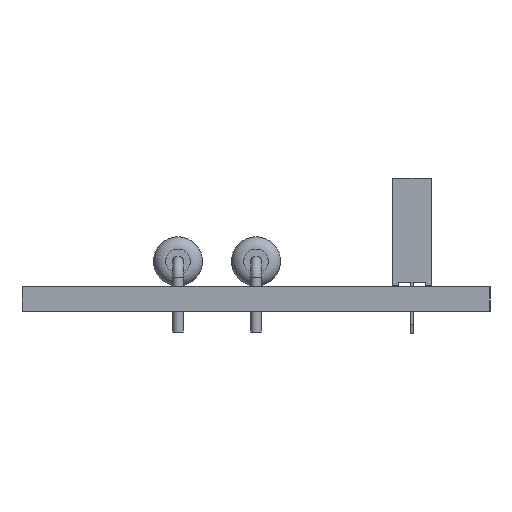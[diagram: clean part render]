
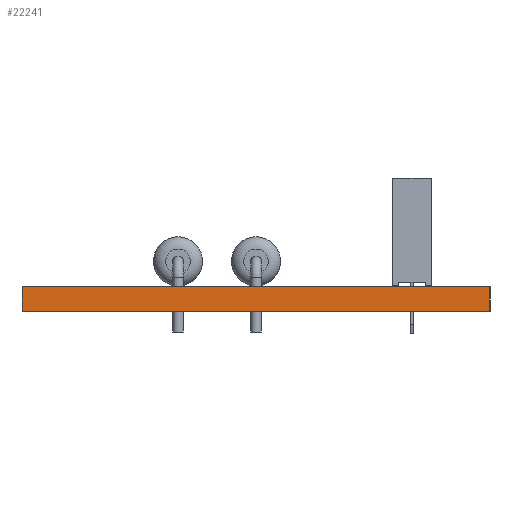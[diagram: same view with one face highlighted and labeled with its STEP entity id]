
A CAD part, left-side view. The second image highlights one B-rep face of the part: STEP entity #22241.
In plain terms, the highlighted planar face has unit normal (-1, 0, 0).
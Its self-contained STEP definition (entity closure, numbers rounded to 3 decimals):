
#22125 = EDGE_CURVE('',#22126,#22128,#22130,.T.);
#22126 = VERTEX_POINT('',#22127);
#22127 = CARTESIAN_POINT('',(83.82,-73.66,0.));
#22128 = VERTEX_POINT('',#22129);
#22129 = CARTESIAN_POINT('',(83.82,-73.66,1.6));
#22130 = SURFACE_CURVE('',#22131,(#22135,#22147),.PCURVE_S1.);
#22131 = LINE('',#22132,#22133);
#22132 = CARTESIAN_POINT('',(83.82,-73.66,0.));
#22133 = VECTOR('',#22134,1.);
#22134 = DIRECTION('',(0.,0.,1.));
#22135 = PCURVE('',#22136,#22141);
#22136 = PLANE('',#22137);
#22137 = AXIS2_PLACEMENT_3D('',#22138,#22139,#22140);
#22138 = CARTESIAN_POINT('',(83.82,-73.66,0.));
#22139 = DIRECTION('',(0.,1.,0.));
#22140 = DIRECTION('',(1.,0.,0.));
#22141 = DEFINITIONAL_REPRESENTATION('',(#22142),#22146);
#22142 = LINE('',#22143,#22144);
#22143 = CARTESIAN_POINT('',(0.,0.));
#22144 = VECTOR('',#22145,1.);
#22145 = DIRECTION('',(0.,-1.));
#22146 = ( GEOMETRIC_REPRESENTATION_CONTEXT(2) 
PARAMETRIC_REPRESENTATION_CONTEXT() REPRESENTATION_CONTEXT('2D SPACE',''
  ) );
#22147 = PCURVE('',#22148,#22153);
#22148 = PLANE('',#22149);
#22149 = AXIS2_PLACEMENT_3D('',#22150,#22151,#22152);
#22150 = CARTESIAN_POINT('',(83.82,-104.14,0.));
#22151 = DIRECTION('',(-1.,0.,0.));
#22152 = DIRECTION('',(0.,1.,0.));
#22153 = DEFINITIONAL_REPRESENTATION('',(#22154),#22158);
#22154 = LINE('',#22155,#22156);
#22155 = CARTESIAN_POINT('',(30.48,0.));
#22156 = VECTOR('',#22157,1.);
#22157 = DIRECTION('',(0.,-1.));
#22158 = ( GEOMETRIC_REPRESENTATION_CONTEXT(2) 
PARAMETRIC_REPRESENTATION_CONTEXT() REPRESENTATION_CONTEXT('2D SPACE',''
  ) );
#22176 = PLANE('',#22177);
#22177 = AXIS2_PLACEMENT_3D('',#22178,#22179,#22180);
#22178 = CARTESIAN_POINT('',(110.49,-88.9,1.6));
#22179 = DIRECTION('',(-0.,-0.,-1.));
#22180 = DIRECTION('',(-1.,0.,0.));
#22230 = PLANE('',#22231);
#22231 = AXIS2_PLACEMENT_3D('',#22232,#22233,#22234);
#22232 = CARTESIAN_POINT('',(110.49,-88.9,0.));
#22233 = DIRECTION('',(-0.,-0.,-1.));
#22234 = DIRECTION('',(-1.,0.,0.));
#22241 = ADVANCED_FACE('',(#22242),#22148,.T.);
#22242 = FACE_BOUND('',#22243,.T.);
#22243 = EDGE_LOOP('',(#22244,#22274,#22295,#22296));
#22244 = ORIENTED_EDGE('',*,*,#22245,.T.);
#22245 = EDGE_CURVE('',#22246,#22248,#22250,.T.);
#22246 = VERTEX_POINT('',#22247);
#22247 = CARTESIAN_POINT('',(83.82,-104.14,0.));
#22248 = VERTEX_POINT('',#22249);
#22249 = CARTESIAN_POINT('',(83.82,-104.14,1.6));
#22250 = SURFACE_CURVE('',#22251,(#22255,#22262),.PCURVE_S1.);
#22251 = LINE('',#22252,#22253);
#22252 = CARTESIAN_POINT('',(83.82,-104.14,0.));
#22253 = VECTOR('',#22254,1.);
#22254 = DIRECTION('',(0.,0.,1.));
#22255 = PCURVE('',#22148,#22256);
#22256 = DEFINITIONAL_REPRESENTATION('',(#22257),#22261);
#22257 = LINE('',#22258,#22259);
#22258 = CARTESIAN_POINT('',(0.,0.));
#22259 = VECTOR('',#22260,1.);
#22260 = DIRECTION('',(0.,-1.));
#22261 = ( GEOMETRIC_REPRESENTATION_CONTEXT(2) 
PARAMETRIC_REPRESENTATION_CONTEXT() REPRESENTATION_CONTEXT('2D SPACE',''
  ) );
#22262 = PCURVE('',#22263,#22268);
#22263 = PLANE('',#22264);
#22264 = AXIS2_PLACEMENT_3D('',#22265,#22266,#22267);
#22265 = CARTESIAN_POINT('',(137.16,-104.14,0.));
#22266 = DIRECTION('',(0.,-1.,0.));
#22267 = DIRECTION('',(-1.,0.,0.));
#22268 = DEFINITIONAL_REPRESENTATION('',(#22269),#22273);
#22269 = LINE('',#22270,#22271);
#22270 = CARTESIAN_POINT('',(53.34,0.));
#22271 = VECTOR('',#22272,1.);
#22272 = DIRECTION('',(0.,-1.));
#22273 = ( GEOMETRIC_REPRESENTATION_CONTEXT(2) 
PARAMETRIC_REPRESENTATION_CONTEXT() REPRESENTATION_CONTEXT('2D SPACE',''
  ) );
#22274 = ORIENTED_EDGE('',*,*,#22275,.T.);
#22275 = EDGE_CURVE('',#22248,#22128,#22276,.T.);
#22276 = SURFACE_CURVE('',#22277,(#22281,#22288),.PCURVE_S1.);
#22277 = LINE('',#22278,#22279);
#22278 = CARTESIAN_POINT('',(83.82,-104.14,1.6));
#22279 = VECTOR('',#22280,1.);
#22280 = DIRECTION('',(0.,1.,0.));
#22281 = PCURVE('',#22148,#22282);
#22282 = DEFINITIONAL_REPRESENTATION('',(#22283),#22287);
#22283 = LINE('',#22284,#22285);
#22284 = CARTESIAN_POINT('',(0.,-1.6));
#22285 = VECTOR('',#22286,1.);
#22286 = DIRECTION('',(1.,0.));
#22287 = ( GEOMETRIC_REPRESENTATION_CONTEXT(2) 
PARAMETRIC_REPRESENTATION_CONTEXT() REPRESENTATION_CONTEXT('2D SPACE',''
  ) );
#22288 = PCURVE('',#22176,#22289);
#22289 = DEFINITIONAL_REPRESENTATION('',(#22290),#22294);
#22290 = LINE('',#22291,#22292);
#22291 = CARTESIAN_POINT('',(26.67,-15.24));
#22292 = VECTOR('',#22293,1.);
#22293 = DIRECTION('',(0.,1.));
#22294 = ( GEOMETRIC_REPRESENTATION_CONTEXT(2) 
PARAMETRIC_REPRESENTATION_CONTEXT() REPRESENTATION_CONTEXT('2D SPACE',''
  ) );
#22295 = ORIENTED_EDGE('',*,*,#22125,.F.);
#22296 = ORIENTED_EDGE('',*,*,#22297,.F.);
#22297 = EDGE_CURVE('',#22246,#22126,#22298,.T.);
#22298 = SURFACE_CURVE('',#22299,(#22303,#22310),.PCURVE_S1.);
#22299 = LINE('',#22300,#22301);
#22300 = CARTESIAN_POINT('',(83.82,-104.14,0.));
#22301 = VECTOR('',#22302,1.);
#22302 = DIRECTION('',(0.,1.,0.));
#22303 = PCURVE('',#22148,#22304);
#22304 = DEFINITIONAL_REPRESENTATION('',(#22305),#22309);
#22305 = LINE('',#22306,#22307);
#22306 = CARTESIAN_POINT('',(0.,0.));
#22307 = VECTOR('',#22308,1.);
#22308 = DIRECTION('',(1.,0.));
#22309 = ( GEOMETRIC_REPRESENTATION_CONTEXT(2) 
PARAMETRIC_REPRESENTATION_CONTEXT() REPRESENTATION_CONTEXT('2D SPACE',''
  ) );
#22310 = PCURVE('',#22230,#22311);
#22311 = DEFINITIONAL_REPRESENTATION('',(#22312),#22316);
#22312 = LINE('',#22313,#22314);
#22313 = CARTESIAN_POINT('',(26.67,-15.24));
#22314 = VECTOR('',#22315,1.);
#22315 = DIRECTION('',(0.,1.));
#22316 = ( GEOMETRIC_REPRESENTATION_CONTEXT(2) 
PARAMETRIC_REPRESENTATION_CONTEXT() REPRESENTATION_CONTEXT('2D SPACE',''
  ) );
